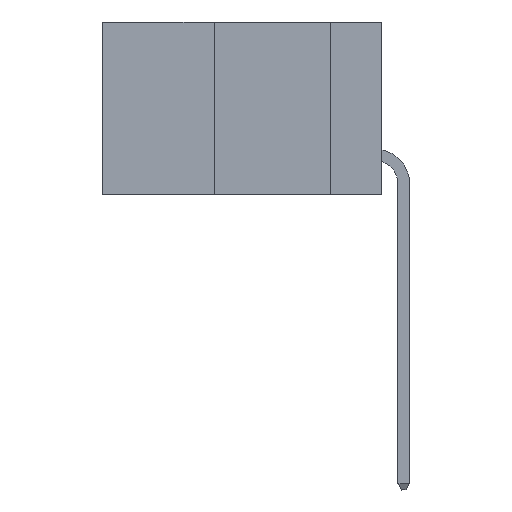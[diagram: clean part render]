
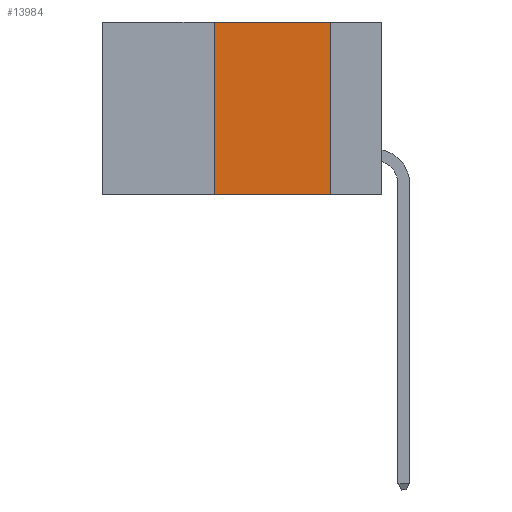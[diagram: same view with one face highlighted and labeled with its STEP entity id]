
A CAD part, left-side view. The second image highlights one B-rep face of the part: STEP entity #13984.
In plain terms, the highlighted planar face has unit normal (-1, 0, 0).
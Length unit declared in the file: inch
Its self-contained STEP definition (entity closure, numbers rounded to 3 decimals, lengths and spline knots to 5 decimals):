
#35 = EDGE_CURVE ( 'NONE', #57, #14440, #6799, .T. ) ;
#57 = VERTEX_POINT ( 'NONE', #8022 ) ;
#338 = LINE ( 'NONE', #10421, #15505 ) ;
#397 = CARTESIAN_POINT ( 'NONE',  ( 0., 0.11, 0. ) ) ;
#620 = LINE ( 'NONE', #9380, #14150 ) ;
#1565 = EDGE_CURVE ( 'NONE', #12169, #13893, #620, .T. ) ;
#1919 = LINE ( 'NONE', #397, #9884 ) ;
#2952 = CARTESIAN_POINT ( 'NONE',  ( 0., 0.6, 0. ) ) ;
#2966 = DIRECTION ( 'NONE',  ( 0., 0., -1. ) ) ;
#4218 = DIRECTION ( 'NONE',  ( 1., 0., 0. ) ) ;
#4379 = DIRECTION ( 'NONE',  ( 0., 0., -1. ) ) ;
#5952 = ORIENTED_EDGE ( 'NONE', *, *, #1565, .F. ) ;
#6524 = ORIENTED_EDGE ( 'NONE', *, *, #35, .T. ) ;
#6558 = CARTESIAN_POINT ( 'NONE',  ( 0., 0.11, 0. ) ) ;
#6586 = CARTESIAN_POINT ( 'NONE',  ( 0., 0.6, -0.37 ) ) ;
#6799 = LINE ( 'NONE', #6586, #16823 ) ;
#7862 = CARTESIAN_POINT ( 'NONE',  ( 0., 0.11, -0.37 ) ) ;
#8022 = CARTESIAN_POINT ( 'NONE',  ( 0., 0.36, -0.37 ) ) ;
#9380 = CARTESIAN_POINT ( 'NONE',  ( 0., 0.6, 0. ) ) ;
#9884 = VECTOR ( 'NONE', #2966, 39.37008 ) ;
#9974 = AXIS2_PLACEMENT_3D ( 'NONE', #2952, #4218, #4379 ) ;
#10421 = CARTESIAN_POINT ( 'NONE',  ( 0., 0.36, 0. ) ) ;
#10969 = CARTESIAN_POINT ( 'NONE',  ( 0., 0.36, 0. ) ) ;
#11280 = EDGE_CURVE ( 'NONE', #57, #12169, #338, .T. ) ;
#12078 = DIRECTION ( 'NONE',  ( 0., -1., 0. ) ) ;
#12169 = VERTEX_POINT ( 'NONE', #10969 ) ;
#13169 = DIRECTION ( 'NONE',  ( 0., -1., 0. ) ) ;
#13211 = FACE_OUTER_BOUND ( 'NONE', #16343, .T. ) ;
#13893 = VERTEX_POINT ( 'NONE', #6558 ) ;
#13907 = ORIENTED_EDGE ( 'NONE', *, *, #15284, .F. ) ;
#13984 = ADVANCED_FACE ( 'NONE', ( #13211 ), #14921, .F. ) ;
#14150 = VECTOR ( 'NONE', #12078, 39.37008 ) ;
#14440 = VERTEX_POINT ( 'NONE', #7862 ) ;
#14921 = PLANE ( 'NONE',  #9974 ) ;
#15284 = EDGE_CURVE ( 'NONE', #13893, #14440, #1919, .T. ) ;
#15418 = DIRECTION ( 'NONE',  ( 0., 0., 1. ) ) ;
#15505 = VECTOR ( 'NONE', #15418, 39.37008 ) ;
#16343 = EDGE_LOOP ( 'NONE', ( #13907, #5952, #16508, #6524 ) ) ;
#16508 = ORIENTED_EDGE ( 'NONE', *, *, #11280, .F. ) ;
#16823 = VECTOR ( 'NONE', #13169, 39.37008 ) ;
